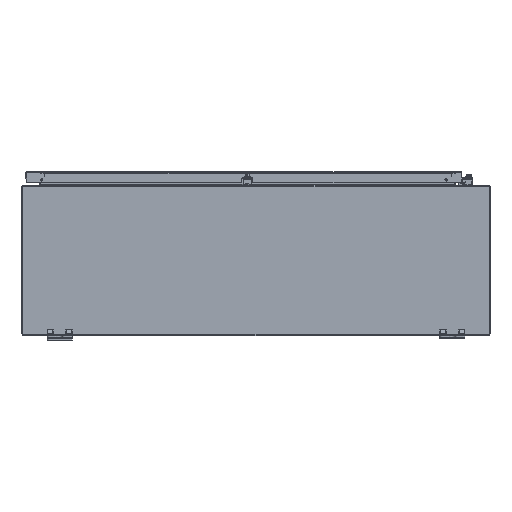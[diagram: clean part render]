
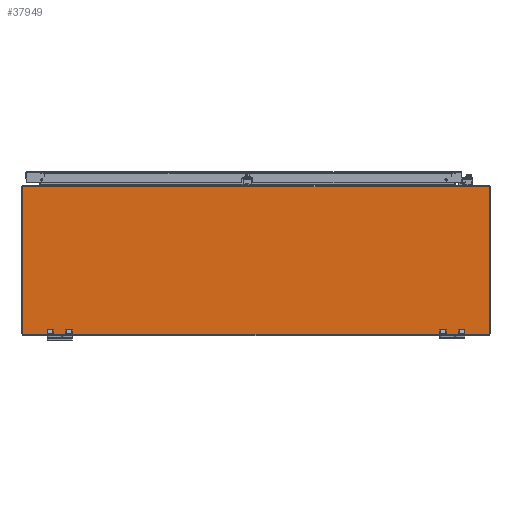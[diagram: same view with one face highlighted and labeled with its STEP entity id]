
A CAD part, front view. The second image highlights one B-rep face of the part: STEP entity #37949.
In plain terms, the highlighted planar face has unit normal (0, -1, 0).
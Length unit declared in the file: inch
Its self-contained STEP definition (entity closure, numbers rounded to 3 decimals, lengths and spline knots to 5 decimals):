
#72 = ORIENTED_EDGE ( 'NONE', *, *, #58250, .T. ) ;
#158 = DIRECTION ( 'NONE',  ( 1., 0., 0. ) ) ;
#348 = AXIS2_PLACEMENT_3D ( 'NONE', #7796, #67707, #31606 ) ;
#392 = PLANE ( 'NONE',  #348 ) ;
#487 = EDGE_CURVE ( 'NONE', #1666, #19011, #36415, .T. ) ;
#1133 = ORIENTED_EDGE ( 'NONE', *, *, #68675, .T. ) ;
#1666 = VERTEX_POINT ( 'NONE', #14985 ) ;
#1916 = VECTOR ( 'NONE', #34724, 39.37008 ) ;
#3239 = VERTEX_POINT ( 'NONE', #66994 ) ;
#3763 = VECTOR ( 'NONE', #24068, 39.37008 ) ;
#4306 = VECTOR ( 'NONE', #6566, 39.37008 ) ;
#5031 = VERTEX_POINT ( 'NONE', #37365 ) ;
#5147 = CARTESIAN_POINT ( 'NONE',  ( -18.5445, -30., -5.937 ) ) ;
#5452 = CARTESIAN_POINT ( 'NONE',  ( -17.2855, -30., 5.883 ) ) ;
#5776 = CIRCLE ( 'NONE', #48208, 0.08 ) ;
#6454 = DIRECTION ( 'NONE',  ( 0., 0., 1. ) ) ;
#6566 = DIRECTION ( 'NONE',  ( -0.174, 0., -0.985 ) ) ;
#7206 = CARTESIAN_POINT ( 'NONE',  ( 18.5445, -30., 5.857 ) ) ;
#7426 = FACE_OUTER_BOUND ( 'NONE', #30091, .T. ) ;
#7447 = EDGE_CURVE ( 'NONE', #14581, #14884, #59575, .T. ) ;
#7453 = ORIENTED_EDGE ( 'NONE', *, *, #40728, .T. ) ;
#7796 = CARTESIAN_POINT ( 'NONE',  ( 0., -30., 0. ) ) ;
#8212 = ORIENTED_EDGE ( 'NONE', *, *, #74779, .T. ) ;
#9260 = VERTEX_POINT ( 'NONE', #23183 ) ;
#10176 = AXIS2_PLACEMENT_3D ( 'NONE', #7206, #54946, #158 ) ;
#10526 = CARTESIAN_POINT ( 'NONE',  ( 18.5445, -30., 5.937 ) ) ;
#11025 = LINE ( 'NONE', #63101, #47036 ) ;
#11400 = EDGE_CURVE ( 'NONE', #19011, #42526, #66361, .T. ) ;
#11405 = CARTESIAN_POINT ( 'NONE',  ( -18.6245, -30., 5.857 ) ) ;
#12535 = CARTESIAN_POINT ( 'NONE',  ( 15.93562, -30., 5.937 ) ) ;
#13138 = LINE ( 'NONE', #61293, #37846 ) ;
#13264 = ORIENTED_EDGE ( 'NONE', *, *, #76455, .F. ) ;
#13390 = EDGE_CURVE ( 'NONE', #14884, #17208, #64448, .T. ) ;
#14581 = VERTEX_POINT ( 'NONE', #41615 ) ;
#14834 = VERTEX_POINT ( 'NONE', #11405 ) ;
#14884 = VERTEX_POINT ( 'NONE', #5147 ) ;
#14985 = CARTESIAN_POINT ( 'NONE',  ( 18.6245, -30., 5.857 ) ) ;
#15501 = VECTOR ( 'NONE', #46393, 39.37008 ) ;
#15807 = ORIENTED_EDGE ( 'NONE', *, *, #13390, .T. ) ;
#15990 = LINE ( 'NONE', #28492, #1916 ) ;
#17208 = VERTEX_POINT ( 'NONE', #40527 ) ;
#19011 = VERTEX_POINT ( 'NONE', #10526 ) ;
#20519 = DIRECTION ( 'NONE',  ( -1., 0., 0. ) ) ;
#20806 = DIRECTION ( 'NONE',  ( -1., 0., 0. ) ) ;
#22072 = CARTESIAN_POINT ( 'NONE',  ( -17.31062, -30., 5.937 ) ) ;
#23183 = CARTESIAN_POINT ( 'NONE',  ( 15.9261, -30., 5.883 ) ) ;
#24004 = ORIENTED_EDGE ( 'NONE', *, *, #57274, .T. ) ;
#24068 = DIRECTION ( 'NONE',  ( -1., 0., 0. ) ) ;
#24473 = CARTESIAN_POINT ( 'NONE',  ( -18.5445, -30., 5.857 ) ) ;
#24578 = LINE ( 'NONE', #47637, #4306 ) ;
#24606 = VECTOR ( 'NONE', #70198, 39.37008 ) ;
#27857 = AXIS2_PLACEMENT_3D ( 'NONE', #43596, #66770, #60096 ) ;
#28492 = CARTESIAN_POINT ( 'NONE',  ( -18.6245, -30., 5.857 ) ) ;
#28665 = LINE ( 'NONE', #46663, #24606 ) ;
#29477 = VERTEX_POINT ( 'NONE', #69380 ) ;
#30004 = VECTOR ( 'NONE', #39300, 39.37008 ) ;
#30091 = EDGE_LOOP ( 'NONE', ( #1133, #43638, #15807, #40213, #72, #57993, #46408, #44004, #13264, #63419, #7453, #52849, #8212, #24004 ) ) ;
#31606 = DIRECTION ( 'NONE',  ( -1., 0., 0. ) ) ;
#33274 = DIRECTION ( 'NONE',  ( -1., 0., 0. ) ) ;
#34027 = CIRCLE ( 'NONE', #27857, 0.08 ) ;
#34724 = DIRECTION ( 'NONE',  ( 0., 0., -1. ) ) ;
#36148 = DIRECTION ( 'NONE',  ( 0., -1., 0. ) ) ;
#36415 = CIRCLE ( 'NONE', #10176, 0.08 ) ;
#37065 = CARTESIAN_POINT ( 'NONE',  ( -18.5445, -30., 5.937 ) ) ;
#37365 = CARTESIAN_POINT ( 'NONE',  ( -17.31062, -30., 5.937 ) ) ;
#37846 = VECTOR ( 'NONE', #60915, 39.37008 ) ;
#37949 = ADVANCED_FACE ( 'NONE', ( #7426 ), #392, .T. ) ;
#38908 = LINE ( 'NONE', #45186, #30004 ) ;
#39101 = EDGE_CURVE ( 'NONE', #42526, #9260, #24578, .T. ) ;
#39300 = DIRECTION ( 'NONE',  ( 0.174, 0., -0.985 ) ) ;
#39934 = VERTEX_POINT ( 'NONE', #60993 ) ;
#40213 = ORIENTED_EDGE ( 'NONE', *, *, #74247, .T. ) ;
#40527 = CARTESIAN_POINT ( 'NONE',  ( 18.5445, -30., -5.937 ) ) ;
#40728 = EDGE_CURVE ( 'NONE', #43791, #3239, #11025, .T. ) ;
#41615 = CARTESIAN_POINT ( 'NONE',  ( -18.6245, -30., -5.857 ) ) ;
#42526 = VERTEX_POINT ( 'NONE', #12535 ) ;
#42687 = LINE ( 'NONE', #66616, #58107 ) ;
#43069 = DIRECTION ( 'NONE',  ( 1., 0., 0. ) ) ;
#43596 = CARTESIAN_POINT ( 'NONE',  ( 18.5445, -30., -5.857 ) ) ;
#43638 = ORIENTED_EDGE ( 'NONE', *, *, #7447, .T. ) ;
#43791 = VERTEX_POINT ( 'NONE', #5452 ) ;
#44004 = ORIENTED_EDGE ( 'NONE', *, *, #39101, .T. ) ;
#45186 = CARTESIAN_POINT ( 'NONE',  ( -17.31062, -30., 5.937 ) ) ;
#46393 = DIRECTION ( 'NONE',  ( 1., 0., 0. ) ) ;
#46408 = ORIENTED_EDGE ( 'NONE', *, *, #11400, .T. ) ;
#46663 = CARTESIAN_POINT ( 'NONE',  ( 18.6245, -30., -5.857 ) ) ;
#47036 = VECTOR ( 'NONE', #33274, 39.37008 ) ;
#47637 = CARTESIAN_POINT ( 'NONE',  ( 15.9261, -30., 5.883 ) ) ;
#48208 = AXIS2_PLACEMENT_3D ( 'NONE', #24473, #36148, #6454 ) ;
#50374 = VECTOR ( 'NONE', #20519, 39.37008 ) ;
#52849 = ORIENTED_EDGE ( 'NONE', *, *, #62558, .F. ) ;
#53130 = VERTEX_POINT ( 'NONE', #37065 ) ;
#54946 = DIRECTION ( 'NONE',  ( 0., -1., 0. ) ) ;
#57274 = EDGE_CURVE ( 'NONE', #53130, #14834, #5776, .T. ) ;
#57993 = ORIENTED_EDGE ( 'NONE', *, *, #487, .T. ) ;
#58107 = VECTOR ( 'NONE', #43069, 39.37008 ) ;
#58250 = EDGE_CURVE ( 'NONE', #39934, #1666, #28665, .T. ) ;
#59575 = CIRCLE ( 'NONE', #60809, 0.08 ) ;
#60096 = DIRECTION ( 'NONE',  ( 0., 0., -1. ) ) ;
#60809 = AXIS2_PLACEMENT_3D ( 'NONE', #74467, #61573, #20806 ) ;
#60915 = DIRECTION ( 'NONE',  ( 1., 0., 0. ) ) ;
#60993 = CARTESIAN_POINT ( 'NONE',  ( 18.6245, -30., -5.857 ) ) ;
#61293 = CARTESIAN_POINT ( 'NONE',  ( -17.2855, -30., 5.883 ) ) ;
#61573 = DIRECTION ( 'NONE',  ( 0., -1., 0. ) ) ;
#62558 = EDGE_CURVE ( 'NONE', #5031, #3239, #38908, .T. ) ;
#63101 = CARTESIAN_POINT ( 'NONE',  ( 0., -30., 5.883 ) ) ;
#63419 = ORIENTED_EDGE ( 'NONE', *, *, #65070, .F. ) ;
#63661 = CARTESIAN_POINT ( 'NONE',  ( -18.5445, -30., -5.937 ) ) ;
#64448 = LINE ( 'NONE', #63661, #15501 ) ;
#64822 = CARTESIAN_POINT ( 'NONE',  ( 18.5445, -30., 5.937 ) ) ;
#65070 = EDGE_CURVE ( 'NONE', #43791, #29477, #13138, .T. ) ;
#66361 = LINE ( 'NONE', #64822, #3763 ) ;
#66616 = CARTESIAN_POINT ( 'NONE',  ( 0., -30., 5.883 ) ) ;
#66770 = DIRECTION ( 'NONE',  ( 0., -1., 0. ) ) ;
#66994 = CARTESIAN_POINT ( 'NONE',  ( -17.3011, -30., 5.883 ) ) ;
#67707 = DIRECTION ( 'NONE',  ( 0., -1., 0. ) ) ;
#68675 = EDGE_CURVE ( 'NONE', #14834, #14581, #15990, .T. ) ;
#69380 = CARTESIAN_POINT ( 'NONE',  ( 15.9105, -30., 5.883 ) ) ;
#70198 = DIRECTION ( 'NONE',  ( 0., 0., 1. ) ) ;
#74247 = EDGE_CURVE ( 'NONE', #17208, #39934, #34027, .T. ) ;
#74467 = CARTESIAN_POINT ( 'NONE',  ( -18.5445, -30., -5.857 ) ) ;
#74779 = EDGE_CURVE ( 'NONE', #5031, #53130, #75314, .T. ) ;
#75314 = LINE ( 'NONE', #22072, #50374 ) ;
#76455 = EDGE_CURVE ( 'NONE', #29477, #9260, #42687, .T. ) ;
